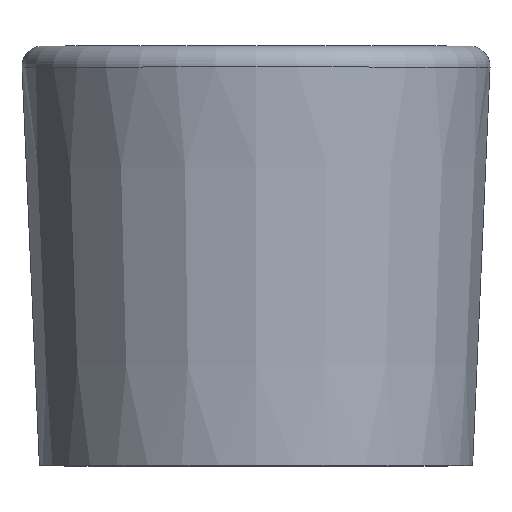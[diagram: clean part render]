
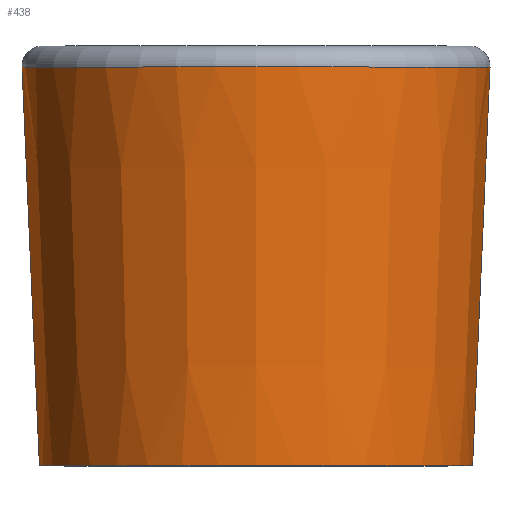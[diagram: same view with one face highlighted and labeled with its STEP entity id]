
A CAD part, top view. The second image highlights one B-rep face of the part: STEP entity #438.
In plain terms, the highlighted conical face has half-angle 2.5 degrees and reference radius 17.311 mm.
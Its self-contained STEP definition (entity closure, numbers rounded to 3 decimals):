
#30=CONICAL_SURFACE('',#482,17.311,0.044);
#41=LINE('',#701,#77);
#42=LINE('',#703,#78);
#77=VECTOR('',#549,29.463);
#78=VECTOR('',#550,29.463);
#110=FACE_OUTER_BOUND('',#137,.T.);
#137=EDGE_LOOP('',(#325,#326,#327,#328));
#159=CIRCLE('',#462,16.);
#174=CIRCLE('',#481,17.285);
#187=VERTEX_POINT('',#663);
#188=VERTEX_POINT('',#664);
#205=VERTEX_POINT('',#700);
#206=VERTEX_POINT('',#702);
#229=EDGE_CURVE('',#187,#188,#159,.T.);
#247=EDGE_CURVE('',#205,#187,#41,.T.);
#248=EDGE_CURVE('',#206,#188,#42,.T.);
#254=EDGE_CURVE('',#206,#205,#174,.T.);
#325=ORIENTED_EDGE('',*,*,#248,.T.);
#326=ORIENTED_EDGE('',*,*,#229,.F.);
#327=ORIENTED_EDGE('',*,*,#247,.F.);
#328=ORIENTED_EDGE('',*,*,#254,.F.);
#438=ADVANCED_FACE('',(#110),#30,.T.);
#462=AXIS2_PLACEMENT_3D('',#665,#519,#520);
#481=AXIS2_PLACEMENT_3D('',#714,#567,#568);
#482=AXIS2_PLACEMENT_3D('',#715,#569,#570);
#519=DIRECTION('center_axis',(0.,-1.,0.));
#520=DIRECTION('ref_axis',(1.,0.,0.));
#549=DIRECTION('',(-0.044,-0.999,0.));
#550=DIRECTION('',(0.044,-0.999,0.));
#567=DIRECTION('center_axis',(0.,1.,0.));
#568=DIRECTION('ref_axis',(-1.,0.,0.));
#569=DIRECTION('center_axis',(0.,1.,0.));
#570=DIRECTION('ref_axis',(1.,0.,0.));
#663=CARTESIAN_POINT('',(16.,0.,0.));
#664=CARTESIAN_POINT('',(-16.,0.,0.));
#665=CARTESIAN_POINT('Origin',(0.,0.,0.));
#700=CARTESIAN_POINT('',(17.285,29.435,0.));
#701=CARTESIAN_POINT('',(17.285,29.435,0.));
#702=CARTESIAN_POINT('',(-17.285,29.435,0.));
#703=CARTESIAN_POINT('',(-17.285,29.435,0.));
#714=CARTESIAN_POINT('Origin',(0.,29.435,0.));
#715=CARTESIAN_POINT('Origin',(0.,30.023,0.));
